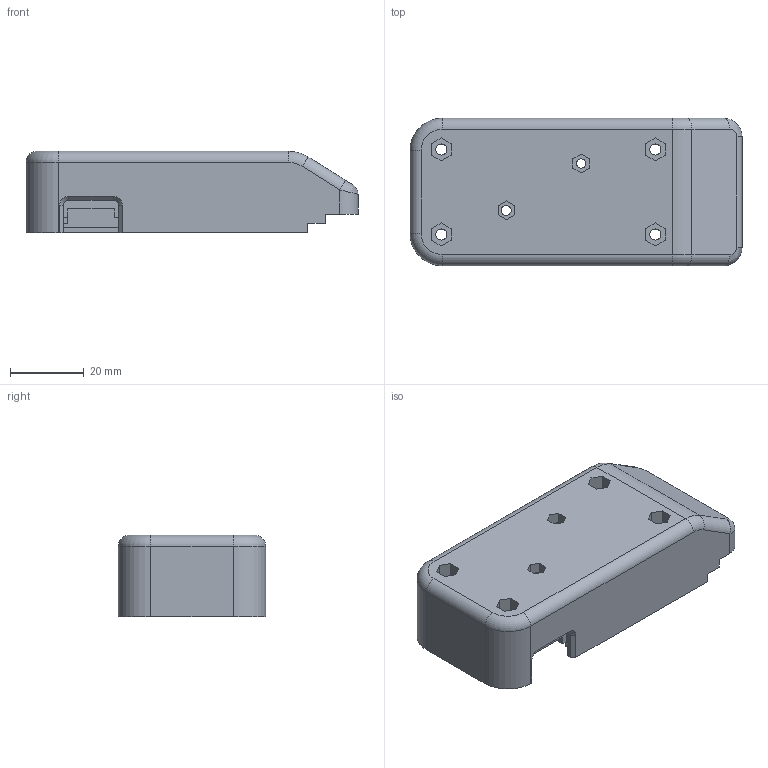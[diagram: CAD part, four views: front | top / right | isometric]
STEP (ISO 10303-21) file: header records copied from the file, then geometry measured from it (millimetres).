
FILE_DESCRIPTION(/* description */ (''),/* implementation_level */ '2;1');
FILE_NAME(/* name */ 'Housing_Top_FDM.stp',/* time_stamp */ '2023-08-21T17:30:36+02:00',/* author */ (''),/* organization */ (''),/* preprocessor_version */ 'ST-DEVELOPER v15',/* originating_system */ 'SIEMENS PLM Software NX 8.5',/* authorisation */ '');
FILE_SCHEMA (('AUTOMOTIVE_DESIGN { 1 0 10303 214 3 1 1 1 }'));
Length unit declared in the file: millimetre
Products named in the file (1): Housing_Top
Bounding box: 90.03 x 40 x 22.07 mm (x, y, z)
Volume: 37196.5 mm3; surface area: 16777.8 mm2
Topology: 1 solids, 1 shells, 276 faces, 725 edges, 443 vertices
Faces by surface type: plane 149, cylinder 93, sphere 16, torus 12, cone 4, bspline 2
Full cylindrical faces by diameter (mm): 2.3 x2, 2.5 x1, 2.7 x1, 3 x4
Entity records: 8390 total; most frequent: CARTESIAN_POINT 1589, DIRECTION 1430, ORIENTED_EDGE 1390, EDGE_CURVE 695, LINE 494, VECTOR 494, AXIS2_PLACEMENT_3D 468, VERTEX_POINT 439
